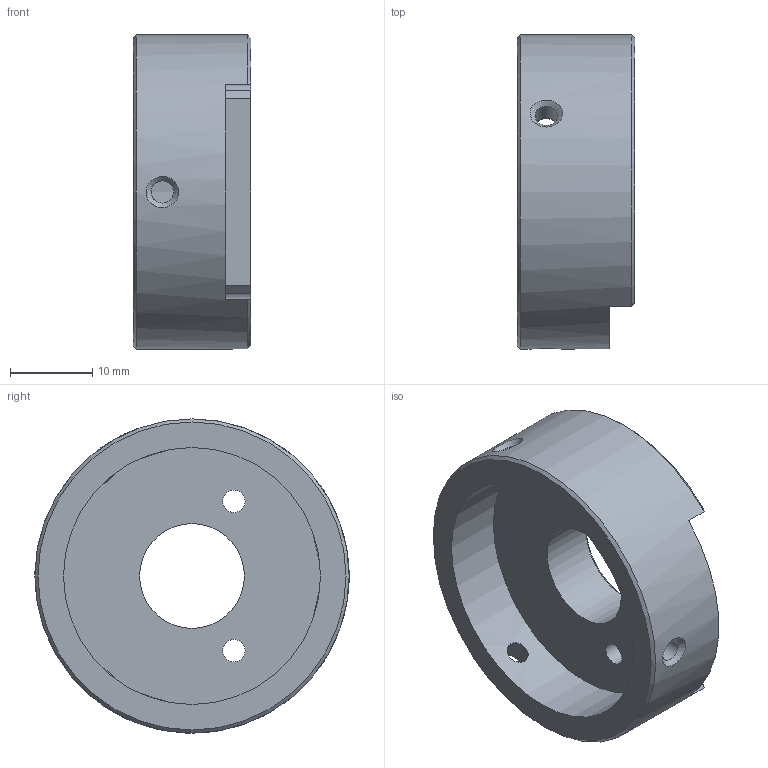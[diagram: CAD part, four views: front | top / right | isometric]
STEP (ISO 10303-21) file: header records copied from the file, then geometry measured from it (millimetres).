
FILE_DESCRIPTION (( 'STEP AP214' ), '1' );
FILE_NAME ('D2200025 A+, OFI, LENS CAP.STEP', '2022-02-14T20:23:44', ( '' ), ( '' ), 'SwSTEP 2.0', 'SolidWorks 2021', '' );
FILE_SCHEMA (( 'AUTOMOTIVE_DESIGN' ));
Length unit declared in the file: inch
Products named in the file (1): D2200025 A+, OFI, LENS CAP
Bounding box: 14.29 x 38.1 x 38.1 mm (x, y, z)
Volume: 8924.8 mm3; surface area: 4854.9 mm2
Topology: 1 solids, 1 shells, 29 faces, 76 edges, 50 vertices
Faces by surface type: plane 11, cylinder 10, cone 8
Full cylindrical faces by diameter (mm): 2.705 x5, 12.7 x1, 31.147 x1, 38.1 x1
Entity records: 1175 total; most frequent: CARTESIAN_POINT 423, DIRECTION 130, ORIENTED_EDGE 110, EDGE_LOOP 57, EDGE_CURVE 55, AXIS2_PLACEMENT_3D 53, VERTEX_POINT 44, FACE_OUTER_BOUND 37
